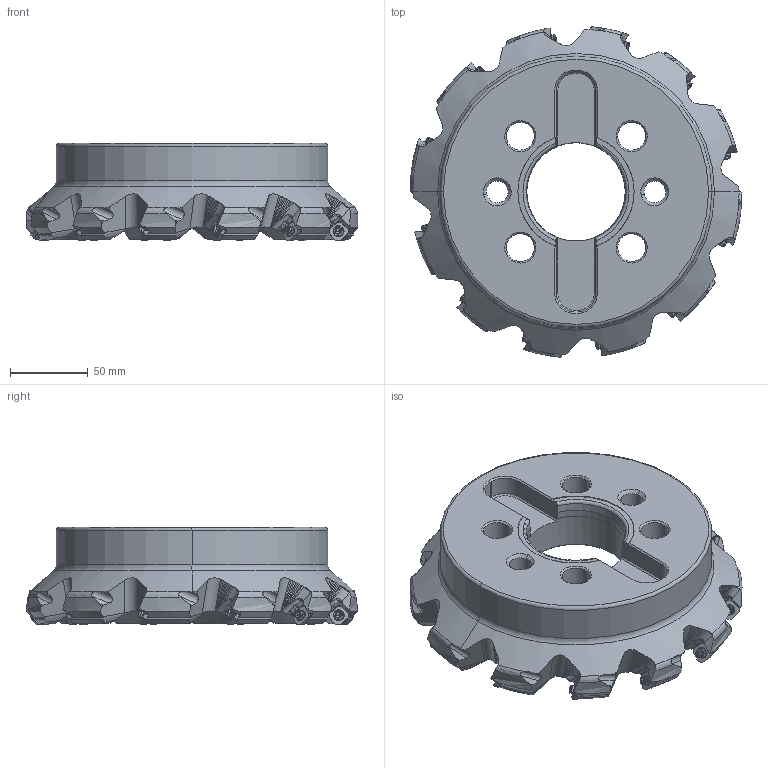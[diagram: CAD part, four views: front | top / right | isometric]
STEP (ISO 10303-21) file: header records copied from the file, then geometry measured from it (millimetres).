
FILE_DESCRIPTION(/* description */ (''),/* implementation_level */ '2;1');
FILE_NAME(/* name */ 'ASX445R0812M.stp',/* time_stamp */ '2021-09-08T11:40:58+09:00',/* author */ (''),/* organization */ (''),/* preprocessor_version */ 'ST-DEVELOPER v16',/* originating_system */ 'SIEMENS PLM Software NX 10.0',/* authorisation */ '');
FILE_SCHEMA (('AUTOMOTIVE_DESIGN { 1 0 10303 214 3 1 1 1 }'));
Length unit declared in the file: millimetre
Products named in the file (1): ASX445R0812M_ASM
Bounding box: 214.12 x 213.14 x 62.74 mm (x, y, z)
Volume: 969850 mm3; surface area: 125821.7 mm2
Topology: 37 solids, 37 shells, 1953 faces, 5448 edges, 3661 vertices
Faces by surface type: cylinder 842, plane 735, cone 234, torus 82, sphere 36, bspline 24
Entity records: 70770 total; most frequent: CARTESIAN_POINT 19579, ORIENTED_EDGE 10752, DIRECTION 10438, EDGE_CURVE 5376, AXIS2_PLACEMENT_3D 4136, VERTEX_POINT 3534, LINE 2166, VECTOR 2166
